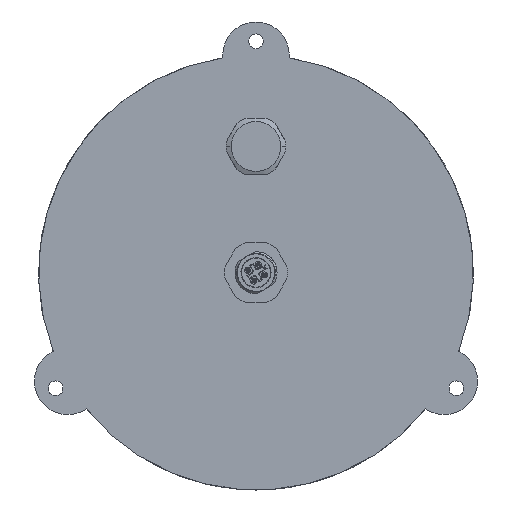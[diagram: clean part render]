
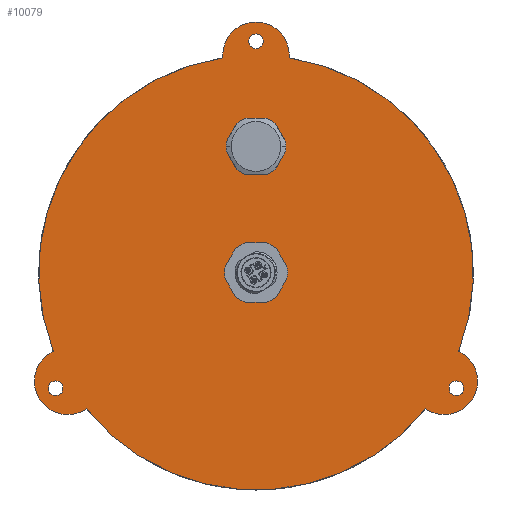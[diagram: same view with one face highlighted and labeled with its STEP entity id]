
A CAD part, front view. The second image highlights one B-rep face of the part: STEP entity #10079.
In plain terms, the highlighted planar face has unit normal (0, -1, 0).
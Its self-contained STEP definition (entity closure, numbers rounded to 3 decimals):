
#552=DIRECTION('',(-0.866,0.,0.5));
#553=VECTOR('',#552,0.732);
#554=CARTESIAN_POINT('',(48.944,-6.5,-39.227));
#555=LINE('',#554,#553);
#556=DIRECTION('',(-0.866,0.,-0.5));
#557=VECTOR('',#556,0.732);
#558=CARTESIAN_POINT('',(-48.31,-6.5,-38.861));
#559=LINE('',#558,#557);
#560=DIRECTION('',(0.866,0.,0.5));
#561=VECTOR('',#560,0.732);
#562=CARTESIAN_POINT('',(-58.444,-6.5,-22.773));
#563=LINE('',#562,#561);
#564=CARTESIAN_POINT('',(0.,-6.5,0.));
#565=DIRECTION('',(0.,1.,0.));
#566=DIRECTION('',(-0.932,0.,-0.361));
#567=AXIS2_PLACEMENT_3D('',#564,#565,#566);
#569=DIRECTION('',(0.,0.,1.));
#570=VECTOR('',#569,0.732);
#571=CARTESIAN_POINT('',(-9.5,-6.5,61.268));
#572=LINE('',#571,#570);
#573=DIRECTION('',(0.,0.,-1.));
#574=VECTOR('',#573,0.732);
#575=CARTESIAN_POINT('',(9.5,-6.5,62.));
#576=LINE('',#575,#574);
#577=CARTESIAN_POINT('',(0.,-6.5,0.));
#578=DIRECTION('',(0.,1.,0.));
#579=DIRECTION('',(0.153,0.,0.988));
#580=AXIS2_PLACEMENT_3D('',#577,#578,#579);
#582=DIRECTION('',(0.866,0.,-0.5));
#583=VECTOR('',#582,0.732);
#584=CARTESIAN_POINT('',(57.81,-6.5,-22.407));
#585=LINE('',#584,#583);
#586=CARTESIAN_POINT('',(-57.158,-6.5,-33.));
#587=DIRECTION('',(0.,-1.,0.));
#588=DIRECTION('',(0.,0.,1.));
#589=AXIS2_PLACEMENT_3D('',#586,#587,#588);
#591=CARTESIAN_POINT('',(-57.158,-6.5,-33.));
#592=DIRECTION('',(0.,-1.,0.));
#593=DIRECTION('',(0.,0.,-1.));
#594=AXIS2_PLACEMENT_3D('',#591,#592,#593);
#596=CARTESIAN_POINT('',(0.,-6.5,66.));
#597=DIRECTION('',(0.,-1.,0.));
#598=DIRECTION('',(0.,0.,1.));
#599=AXIS2_PLACEMENT_3D('',#596,#597,#598);
#601=CARTESIAN_POINT('',(0.,-6.5,66.));
#602=DIRECTION('',(0.,-1.,0.));
#603=DIRECTION('',(0.,0.,-1.));
#604=AXIS2_PLACEMENT_3D('',#601,#602,#603);
#606=CARTESIAN_POINT('',(57.158,-6.5,-33.));
#607=DIRECTION('',(0.,-1.,0.));
#608=DIRECTION('',(0.,0.,1.));
#609=AXIS2_PLACEMENT_3D('',#606,#607,#608);
#611=CARTESIAN_POINT('',(57.158,-6.5,-33.));
#612=DIRECTION('',(0.,-1.,0.));
#613=DIRECTION('',(0.,0.,-1.));
#614=AXIS2_PLACEMENT_3D('',#611,#612,#613);
#616=DIRECTION('',(-0.866,0.,-0.5));
#617=VECTOR('',#616,3.695);
#618=CARTESIAN_POINT('',(-1.75,-6.5,6.726));
#619=LINE('',#618,#617);
#620=CARTESIAN_POINT('',(0.,-6.5,0.));
#621=DIRECTION('',(0.,-1.,0.));
#622=DIRECTION('',(-0.712,0.,0.702));
#623=AXIS2_PLACEMENT_3D('',#620,#621,#622);
#625=DIRECTION('',(0.866,0.,0.5));
#626=VECTOR('',#625,3.695);
#627=CARTESIAN_POINT('',(1.75,-6.5,-6.726));
#628=LINE('',#627,#626);
#629=CARTESIAN_POINT('',(0.,-6.5,0.));
#630=DIRECTION('',(0.,-1.,0.));
#631=DIRECTION('',(0.712,0.,-0.702));
#632=AXIS2_PLACEMENT_3D('',#629,#630,#631);
#634=CARTESIAN_POINT('',(0.,-6.5,36.));
#635=DIRECTION('',(0.,-1.,0.));
#636=DIRECTION('',(1.,0.,0.));
#637=AXIS2_PLACEMENT_3D('',#634,#635,#636);
#639=CARTESIAN_POINT('',(0.,-6.5,36.));
#640=DIRECTION('',(0.,-1.,0.));
#641=DIRECTION('',(-1.,0.,0.));
#642=AXIS2_PLACEMENT_3D('',#639,#640,#641);
#742=CARTESIAN_POINT('',(0.,-6.5,0.));
#743=DIRECTION('',(0.,-1.,0.));
#744=DIRECTION('',(-0.779,0.,-0.627));
#745=AXIS2_PLACEMENT_3D('',#742,#743,#744);
#759=CARTESIAN_POINT('',(0.,-6.5,62.));
#760=DIRECTION('',(0.,-1.,0.));
#761=DIRECTION('',(1.,0.,0.));
#762=AXIS2_PLACEMENT_3D('',#759,#760,#761);
#807=CARTESIAN_POINT('',(53.694,-6.5,-31.));
#808=DIRECTION('',(0.,-1.,0.));
#809=DIRECTION('',(-0.5,0.,-0.866));
#810=AXIS2_PLACEMENT_3D('',#807,#808,#809);
#6390=CARTESIAN_POINT('',(-53.694,-6.5,-31.));
#6391=DIRECTION('',(0.,-1.,0.));
#6392=DIRECTION('',(-0.5,0.,0.866));
#6393=AXIS2_PLACEMENT_3D('',#6390,#6391,#6392);
#8765=CARTESIAN_POINT('',(48.31,-6.5,-38.861));
#8766=VERTEX_POINT('',#8765);
#8767=CARTESIAN_POINT('',(-48.31,-6.5,-38.861));
#8768=VERTEX_POINT('',#8767);
#8769=CARTESIAN_POINT('',(-57.81,-6.5,-22.407));
#8770=VERTEX_POINT('',#8769);
#8771=CARTESIAN_POINT('',(-9.5,-6.5,61.268));
#8772=VERTEX_POINT('',#8771);
#8773=CARTESIAN_POINT('',(9.5,-6.5,61.268));
#8774=VERTEX_POINT('',#8773);
#8775=CARTESIAN_POINT('',(57.81,-6.5,-22.407));
#8776=VERTEX_POINT('',#8775);
#8779=CARTESIAN_POINT('',(0.,-6.5,63.9));
#8780=VERTEX_POINT('',#8779);
#8781=CARTESIAN_POINT('',(0.,-6.5,68.1));
#8782=VERTEX_POINT('',#8781);
#8783=CARTESIAN_POINT('',(48.944,-6.5,-39.227));
#8784=VERTEX_POINT('',#8783);
#8785=CARTESIAN_POINT('',(-48.944,-6.5,-39.227));
#8786=VERTEX_POINT('',#8785);
#8787=CARTESIAN_POINT('',(-58.444,-6.5,-22.773));
#8788=VERTEX_POINT('',#8787);
#8789=CARTESIAN_POINT('',(-9.5,-6.5,62.));
#8790=VERTEX_POINT('',#8789);
#8791=CARTESIAN_POINT('',(9.5,-6.5,62.));
#8792=VERTEX_POINT('',#8791);
#8793=CARTESIAN_POINT('',(58.444,-6.5,-22.773));
#8794=VERTEX_POINT('',#8793);
#8795=CARTESIAN_POINT('',(-57.158,-6.5,-30.9));
#8796=CARTESIAN_POINT('',(-57.158,-6.5,-35.1));
#8797=VERTEX_POINT('',#8795);
#8798=VERTEX_POINT('',#8796);
#8799=CARTESIAN_POINT('',(57.158,-6.5,-30.9));
#8800=CARTESIAN_POINT('',(57.158,-6.5,-35.1));
#8801=VERTEX_POINT('',#8799);
#8802=VERTEX_POINT('',#8800);
#8811=CARTESIAN_POINT('',(-1.75,-6.5,6.726));
#8812=CARTESIAN_POINT('',(-4.95,-6.5,4.879));
#8813=VERTEX_POINT('',#8811);
#8814=VERTEX_POINT('',#8812);
#8815=CARTESIAN_POINT('',(1.75,-6.5,-6.726));
#8816=VERTEX_POINT('',#8815);
#8817=CARTESIAN_POINT('',(4.95,-6.5,-4.879));
#8818=VERTEX_POINT('',#8817);
#9237=CARTESIAN_POINT('',(6.263,-6.5,36.));
#9238=CARTESIAN_POINT('',(-6.263,-6.5,36.));
#9239=VERTEX_POINT('',#9237);
#9240=VERTEX_POINT('',#9238);
#10015=CARTESIAN_POINT('',(0.,-6.5,0.));
#10016=DIRECTION('',(0.,1.,0.));
#10017=DIRECTION('',(0.,0.,1.));
#10018=AXIS2_PLACEMENT_3D('',#10015,#10016,#10017);
#10019=PLANE('',#10018);
#10021=ORIENTED_EDGE('',*,*,#10020,.T.);
#10023=ORIENTED_EDGE('',*,*,#10022,.F.);
#10025=ORIENTED_EDGE('',*,*,#10024,.T.);
#10027=ORIENTED_EDGE('',*,*,#10026,.F.);
#10029=ORIENTED_EDGE('',*,*,#10028,.T.);
#10031=ORIENTED_EDGE('',*,*,#10030,.T.);
#10033=ORIENTED_EDGE('',*,*,#10032,.T.);
#10035=ORIENTED_EDGE('',*,*,#10034,.F.);
#10037=ORIENTED_EDGE('',*,*,#10036,.T.);
#10039=ORIENTED_EDGE('',*,*,#10038,.T.);
#10041=ORIENTED_EDGE('',*,*,#10040,.T.);
#10043=ORIENTED_EDGE('',*,*,#10042,.F.);
#10044=EDGE_LOOP('',(#10021,#10023,#10025,#10027,#10029,#10031,#10033,#10035,
#10037,#10039,#10041,#10043));
#10045=FACE_OUTER_BOUND('',#10044,.F.);
#10047=ORIENTED_EDGE('',*,*,#10046,.T.);
#10049=ORIENTED_EDGE('',*,*,#10048,.T.);
#10050=EDGE_LOOP('',(#10047,#10049));
#10051=FACE_BOUND('',#10050,.F.);
#10053=ORIENTED_EDGE('',*,*,#10052,.T.);
#10055=ORIENTED_EDGE('',*,*,#10054,.T.);
#10056=EDGE_LOOP('',(#10053,#10055));
#10057=FACE_BOUND('',#10056,.F.);
#10059=ORIENTED_EDGE('',*,*,#10058,.T.);
#10061=ORIENTED_EDGE('',*,*,#10060,.T.);
#10062=EDGE_LOOP('',(#10059,#10061));
#10063=FACE_BOUND('',#10062,.F.);
#10064=ORIENTED_EDGE('',*,*,#10005,.T.);
#10066=ORIENTED_EDGE('',*,*,#10065,.T.);
#10068=ORIENTED_EDGE('',*,*,#10067,.T.);
#10070=ORIENTED_EDGE('',*,*,#10069,.T.);
#10071=EDGE_LOOP('',(#10064,#10066,#10068,#10070));
#10072=FACE_BOUND('',#10071,.F.);
#10074=ORIENTED_EDGE('',*,*,#10073,.T.);
#10076=ORIENTED_EDGE('',*,*,#10075,.T.);
#10077=EDGE_LOOP('',(#10074,#10076));
#10078=FACE_BOUND('',#10077,.F.);
#10079=ADVANCED_FACE('',(#10045,#10051,#10057,#10063,#10072,#10078),#10019,.F.);
#568=CIRCLE('',#567,62.);
#581=CIRCLE('',#580,62.);
#590=CIRCLE('',#589,2.1);
#595=CIRCLE('',#594,2.1);
#600=CIRCLE('',#599,2.1);
#605=CIRCLE('',#604,2.1);
#610=CIRCLE('',#609,2.1);
#615=CIRCLE('',#614,2.1);
#624=CIRCLE('',#623,6.95);
#633=CIRCLE('',#632,6.95);
#638=CIRCLE('',#637,6.263);
#643=CIRCLE('',#642,6.263);
#746=CIRCLE('',#745,62.);
#763=CIRCLE('',#762,9.5);
#811=CIRCLE('',#810,9.5);
#6394=CIRCLE('',#6393,9.5);
#10005=EDGE_CURVE('',#8813,#8814,#619,.T.);
#10020=EDGE_CURVE('',#8784,#8766,#555,.T.);
#10022=EDGE_CURVE('',#8768,#8766,#746,.T.);
#10024=EDGE_CURVE('',#8768,#8786,#559,.T.);
#10026=EDGE_CURVE('',#8788,#8786,#6394,.T.);
#10028=EDGE_CURVE('',#8788,#8770,#563,.T.);
#10030=EDGE_CURVE('',#8770,#8772,#568,.T.);
#10032=EDGE_CURVE('',#8772,#8790,#572,.T.);
#10034=EDGE_CURVE('',#8792,#8790,#763,.T.);
#10036=EDGE_CURVE('',#8792,#8774,#576,.T.);
#10038=EDGE_CURVE('',#8774,#8776,#581,.T.);
#10040=EDGE_CURVE('',#8776,#8794,#585,.T.);
#10042=EDGE_CURVE('',#8784,#8794,#811,.T.);
#10046=EDGE_CURVE('',#8797,#8798,#590,.T.);
#10048=EDGE_CURVE('',#8798,#8797,#595,.T.);
#10052=EDGE_CURVE('',#8782,#8780,#600,.T.);
#10054=EDGE_CURVE('',#8780,#8782,#605,.T.);
#10058=EDGE_CURVE('',#8801,#8802,#610,.T.);
#10060=EDGE_CURVE('',#8802,#8801,#615,.T.);
#10065=EDGE_CURVE('',#8814,#8816,#624,.T.);
#10067=EDGE_CURVE('',#8816,#8818,#628,.T.);
#10069=EDGE_CURVE('',#8818,#8813,#633,.T.);
#10073=EDGE_CURVE('',#9239,#9240,#638,.T.);
#10075=EDGE_CURVE('',#9240,#9239,#643,.T.);
